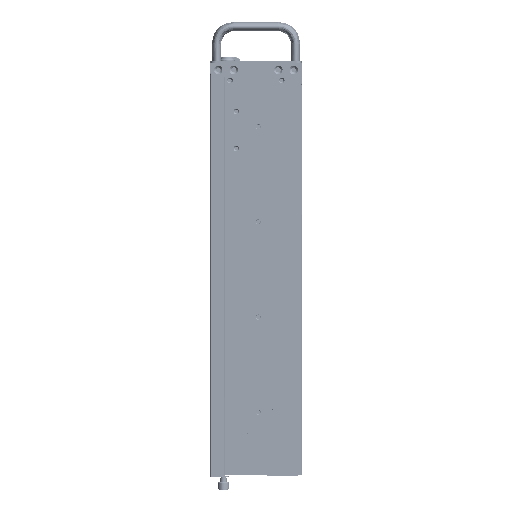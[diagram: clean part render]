
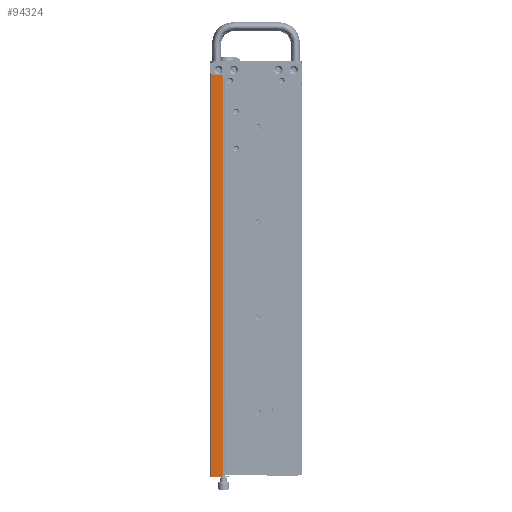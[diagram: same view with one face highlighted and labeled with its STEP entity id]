
A CAD part, left-side view. The second image highlights one B-rep face of the part: STEP entity #94324.
In plain terms, the highlighted planar face has unit normal (-1, 0, 0).
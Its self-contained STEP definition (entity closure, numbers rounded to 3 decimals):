
#486 = EDGE_CURVE ( 'NONE', #24967, #28349, #92504, .T. ) ;
#1189 = CARTESIAN_POINT ( 'NONE',  ( -213.2, 75.9, 0.8 ) ) ;
#4263 = EDGE_CURVE ( 'NONE', #66380, #32572, #140363, .T. ) ;
#8343 = CARTESIAN_POINT ( 'NONE',  ( -213.2, 87.085, 388.552 ) ) ;
#8819 = VERTEX_POINT ( 'NONE', #30674 ) ;
#10238 = CARTESIAN_POINT ( 'NONE',  ( -213.2, 75.9, 384.8 ) ) ;
#10691 = CIRCLE ( 'NONE', #44807, 2. ) ;
#10928 = EDGE_CURVE ( 'NONE', #119183, #92671, #15908, .T. ) ;
#11161 = EDGE_CURVE ( 'NONE', #74571, #117450, #10691, .T. ) ;
#11700 = CIRCLE ( 'NONE', #49770, 5. ) ;
#13598 = EDGE_CURVE ( 'NONE', #117450, #119183, #141408, .T. ) ;
#13622 = EDGE_CURVE ( 'NONE', #28349, #74571, #138170, .T. ) ;
#13704 = LINE ( 'NONE', #113494, #128346 ) ;
#14759 = DIRECTION ( 'NONE',  ( 0., 0., 1. ) ) ;
#15908 = CIRCLE ( 'NONE', #45929, 2. ) ;
#24967 = VERTEX_POINT ( 'NONE', #35136 ) ;
#28349 = VERTEX_POINT ( 'NONE', #100056 ) ;
#30092 = ORIENTED_EDGE ( 'NONE', *, *, #50162, .F. ) ;
#30674 = CARTESIAN_POINT ( 'NONE',  ( -213.2, 83.2, 386.7 ) ) ;
#32572 = VERTEX_POINT ( 'NONE', #8343 ) ;
#35136 = CARTESIAN_POINT ( 'NONE',  ( -213.2, 87.4, 386.8 ) ) ;
#40743 = CARTESIAN_POINT ( 'NONE',  ( -213.2, 75.9, 386.8 ) ) ;
#44807 = AXIS2_PLACEMENT_3D ( 'NONE', #46617, #46471, #46160 ) ;
#45929 = AXIS2_PLACEMENT_3D ( 'NONE', #63362, #63166, #62986 ) ;
#46160 = DIRECTION ( 'NONE',  ( 0., 0., 1. ) ) ;
#46471 = DIRECTION ( 'NONE',  ( -1., 0., 0. ) ) ;
#46617 = CARTESIAN_POINT ( 'NONE',  ( -213.2, 77.9, 0.8 ) ) ;
#49770 = AXIS2_PLACEMENT_3D ( 'NONE', #147336, #147170, #146837 ) ;
#50162 = EDGE_CURVE ( 'NONE', #32572, #8819, #11700, .T. ) ;
#52310 = VECTOR ( 'NONE', #132115, 1000. ) ;
#58859 = EDGE_LOOP ( 'NONE', ( #78519, #30092, #94115, #73181, #110297, #148298, #113532, #105702, #118044 ) ) ;
#62986 = DIRECTION ( 'NONE',  ( 0., 0., 1. ) ) ;
#63166 = DIRECTION ( 'NONE',  ( -1., 0., 0. ) ) ;
#63362 = CARTESIAN_POINT ( 'NONE',  ( -213.2, 77.9, 384.8 ) ) ;
#66380 = VERTEX_POINT ( 'NONE', #78968 ) ;
#67966 = AXIS2_PLACEMENT_3D ( 'NONE', #117394, #83544, #14759 ) ;
#73181 = ORIENTED_EDGE ( 'NONE', *, *, #109508, .T. ) ;
#73733 = FACE_OUTER_BOUND ( 'NONE', #58859, .T. ) ;
#74571 = VERTEX_POINT ( 'NONE', #101673 ) ;
#78519 = ORIENTED_EDGE ( 'NONE', *, *, #82518, .F. ) ;
#78968 = CARTESIAN_POINT ( 'NONE',  ( -213.2, 85.1, 386.8 ) ) ;
#82518 = EDGE_CURVE ( 'NONE', #8819, #92671, #13704, .T. ) ;
#83544 = DIRECTION ( 'NONE',  ( -1., 0., 0. ) ) ;
#90792 = DIRECTION ( 'NONE',  ( 0., 0., -1. ) ) ;
#91276 = CARTESIAN_POINT ( 'NONE',  ( -213.2, 87.4, 398.2 ) ) ;
#92367 = VECTOR ( 'NONE', #90792, 1000. ) ;
#92504 = LINE ( 'NONE', #91276, #92367 ) ;
#92671 = VERTEX_POINT ( 'NONE', #138841 ) ;
#94115 = ORIENTED_EDGE ( 'NONE', *, *, #4263, .F. ) ;
#94324 = ADVANCED_FACE ( 'NONE', ( #73733 ), #128863, .T. ) ;
#100056 = CARTESIAN_POINT ( 'NONE',  ( -213.2, 87.4, -1.2 ) ) ;
#101673 = CARTESIAN_POINT ( 'NONE',  ( -213.2, 77.9, -1.2 ) ) ;
#102183 = CARTESIAN_POINT ( 'NONE',  ( -213.2, 87.085, 388.552 ) ) ;
#102362 = CARTESIAN_POINT ( 'NONE',  ( -213.2, 87.055, 388.313 ) ) ;
#102471 = CARTESIAN_POINT ( 'NONE',  ( -213.2, 86.981, 388.079 ) ) ;
#102498 = CARTESIAN_POINT ( 'NONE',  ( -213.2, 86.756, 387.653 ) ) ;
#102679 = CARTESIAN_POINT ( 'NONE',  ( -213.2, 86.604, 387.46 ) ) ;
#103343 = CARTESIAN_POINT ( 'NONE',  ( -213.2, 86.243, 387.141 ) ) ;
#103480 = CARTESIAN_POINT ( 'NONE',  ( -213.2, 86.033, 387.015 ) ) ;
#103642 = CARTESIAN_POINT ( 'NONE',  ( -213.2, 85.1, 386.8 ) ) ;
#103809 = CARTESIAN_POINT ( 'NONE',  ( -213.2, 85.341, 386.8 ) ) ;
#103943 = CARTESIAN_POINT ( 'NONE',  ( -213.2, 85.582, 386.844 ) ) ;
#105702 = ORIENTED_EDGE ( 'NONE', *, *, #13598, .T. ) ;
#109508 = EDGE_CURVE ( 'NONE', #66380, #24967, #113076, .T. ) ;
#110297 = ORIENTED_EDGE ( 'NONE', *, *, #486, .T. ) ;
#113076 = LINE ( 'NONE', #40743, #52310 ) ;
#113494 = CARTESIAN_POINT ( 'NONE',  ( -213.2, -1.56, 386.7 ) ) ;
#113532 = ORIENTED_EDGE ( 'NONE', *, *, #11161, .T. ) ;
#117394 = CARTESIAN_POINT ( 'NONE',  ( -213.2, 75.9, 398.2 ) ) ;
#117450 = VERTEX_POINT ( 'NONE', #1189 ) ;
#118044 = ORIENTED_EDGE ( 'NONE', *, *, #10928, .T. ) ;
#119183 = VERTEX_POINT ( 'NONE', #10238 ) ;
#124937 = DIRECTION ( 'NONE',  ( 0., -1., 0. ) ) ;
#128289 = DIRECTION ( 'NONE',  ( 0., -1., 0. ) ) ;
#128346 = VECTOR ( 'NONE', #124937, 1000. ) ;
#128863 = PLANE ( 'NONE',  #67966 ) ;
#130772 = CARTESIAN_POINT ( 'NONE',  ( -213.2, 75.9, -1.2 ) ) ;
#132115 = DIRECTION ( 'NONE',  ( 0., 1., 0. ) ) ;
#133909 = CARTESIAN_POINT ( 'NONE',  ( -213.2, 75.9, 398.2 ) ) ;
#135660 = DIRECTION ( 'NONE',  ( 0., 0., 1. ) ) ;
#138058 = VECTOR ( 'NONE', #128289, 1000. ) ;
#138170 = LINE ( 'NONE', #130772, #138058 ) ;
#138841 = CARTESIAN_POINT ( 'NONE',  ( -213.2, 77.276, 386.7 ) ) ;
#139840 = VECTOR ( 'NONE', #135660, 1000. ) ;
#140363 = B_SPLINE_CURVE_WITH_KNOTS ( 'NONE', 3,
 ( #103642, #103809, #103943, #103480, #103343, #102679, #102498, #102471, #102362, #102183 ),
 .UNSPECIFIED., .F., .F.,
 ( 4, 2, 2, 2, 4 ),
 ( 0., 0.23, 0.46, 0.691, 0.921 ),
 .UNSPECIFIED. ) ;
#141408 = LINE ( 'NONE', #133909, #139840 ) ;
#146837 = DIRECTION ( 'NONE',  ( 0., 0., -1. ) ) ;
#147170 = DIRECTION ( 'NONE',  ( -1., 0., 0. ) ) ;
#147336 = CARTESIAN_POINT ( 'NONE',  ( -213.2, 83.2, 391.7 ) ) ;
#148298 = ORIENTED_EDGE ( 'NONE', *, *, #13622, .T. ) ;
